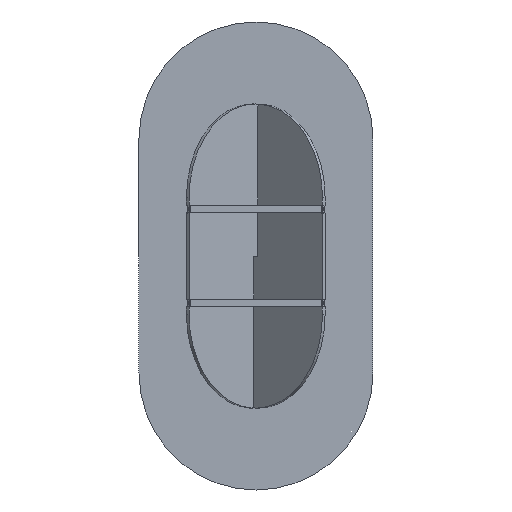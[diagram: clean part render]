
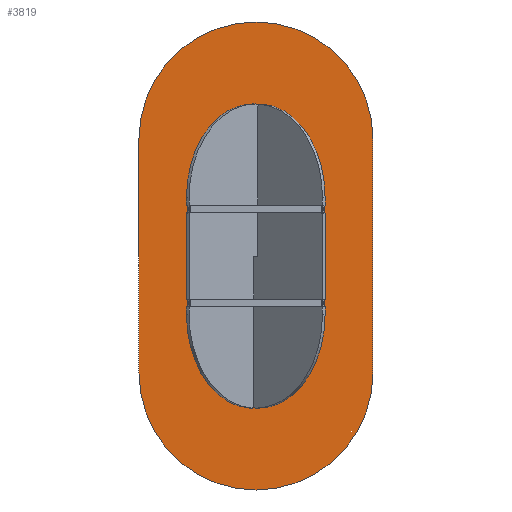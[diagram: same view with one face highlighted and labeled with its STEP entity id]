
A CAD part, front view. The second image highlights one B-rep face of the part: STEP entity #3819.
In plain terms, the highlighted planar face has unit normal (0, -1, 0).
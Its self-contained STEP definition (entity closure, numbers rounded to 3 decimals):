
#3685=CARTESIAN_POINT('',(-351.514,253.894,210.513));
#3686=VERTEX_POINT('',#3685);
#3687=CARTESIAN_POINT('',(148.486,253.894,210.513));
#3688=VERTEX_POINT('',#3687);
#3689=CARTESIAN_POINT('',(-101.514,253.894,210.513));
#3690=DIRECTION('',(0.,1.0,0.));
#3691=DIRECTION('',(0.,0.,1.0));
#3692=AXIS2_PLACEMENT_3D('',#3689,#3690,#3691);
#3693=CIRCLE('',#3692,250.0);
#3694=EDGE_CURVE('',#3686,#3688,#3693,.T.);
#3727=CARTESIAN_POINT('',(148.486,253.894,-289.487));
#3728=VERTEX_POINT('',#3727);
#3729=CARTESIAN_POINT('',(148.486,253.894,210.513));
#3730=DIRECTION('',(0.0,0.0,-1.0));
#3731=VECTOR('',#3730,500.0);
#3732=LINE('',#3729,#3731);
#3733=EDGE_CURVE('',#3688,#3728,#3732,.T.);
#3758=CARTESIAN_POINT('',(-351.514,253.894,-289.487));
#3759=VERTEX_POINT('',#3758);
#3760=CARTESIAN_POINT('',(-101.514,253.894,-289.487));
#3761=DIRECTION('',(0.,1.0,0.));
#3762=DIRECTION('',(0.,0.,1.0));
#3763=AXIS2_PLACEMENT_3D('',#3760,#3761,#3762);
#3764=CIRCLE('',#3763,250.0);
#3765=EDGE_CURVE('',#3728,#3759,#3764,.T.);
#3791=CARTESIAN_POINT('',(-351.514,253.894,-289.487));
#3792=DIRECTION('',(0.0,0.0,1.0));
#3793=VECTOR('',#3792,500.0);
#3794=LINE('',#3791,#3793);
#3795=EDGE_CURVE('',#3759,#3686,#3794,.T.);
#3808=CARTESIAN_POINT('',(-401.514,253.894,-639.487));
#3809=DIRECTION('',(0.0,1.0,0.0));
#3810=DIRECTION('',(0.0,0.0,1.0));
#3811=AXIS2_PLACEMENT_3D('',#3808,#3809,#3810);
#3812=PLANE('',#3811);
#3813=ORIENTED_EDGE('',*,*,#3795,.F.);
#3814=ORIENTED_EDGE('',*,*,#3765,.F.);
#3815=ORIENTED_EDGE('',*,*,#3733,.F.);
#3816=ORIENTED_EDGE('',*,*,#3694,.F.);
#3817=EDGE_LOOP('',(#3813,#3814,#3815,#3816));
#3818=FACE_OUTER_BOUND('',#3817,.T.);
#3819=ADVANCED_FACE('',(#3818),#3812,.F.);
